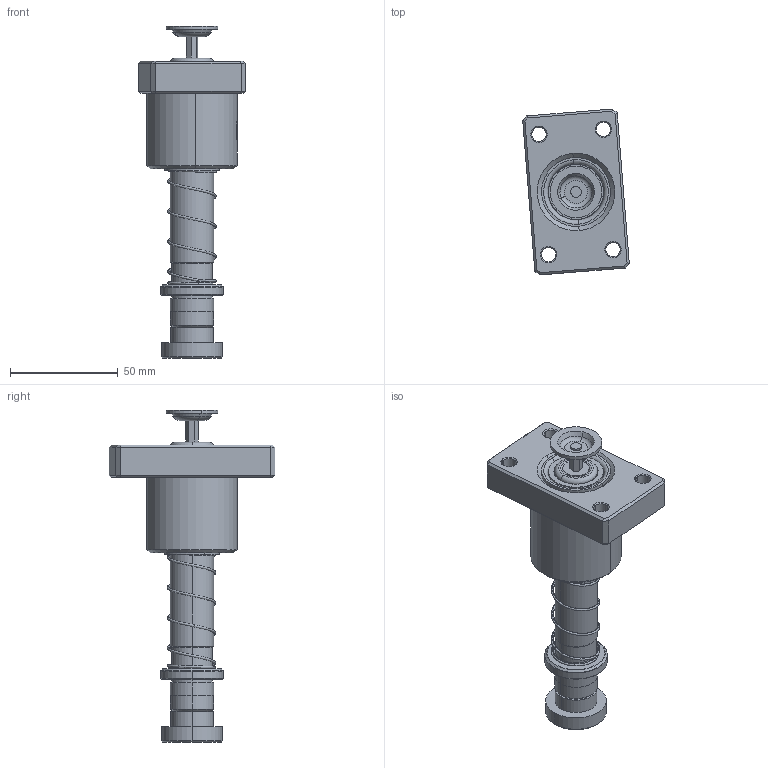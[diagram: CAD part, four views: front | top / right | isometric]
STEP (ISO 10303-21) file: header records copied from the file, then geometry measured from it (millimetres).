
FILE_DESCRIPTION (( 'STEP AP214' ), '1' );
FILE_NAME ('FRMS FRMJ-D20-L110(BL-50).STEP', '2021-09-10T08:47:43', ( '' ), ( '' ), 'SwSTEP 2.0', 'SolidWorks 2016', '' );
FILE_SCHEMA (( 'AUTOMOTIVE_DESIGN' ));
Length unit declared in the file: millimetre
Products named in the file (191): BALL-D3; BSH-D25.5-20.5-50郪蚾; SAB-20; GTM-24; FRMS FRMJ-D20-L110(BL-50); GTM-3-縐种; SAB-20-1; GTM-24郪蚾; TRPM蹟簽D20; BSH25.5-20.5-L50; TRPM-D20-L110; HWP-D22.5-d20.5-L50; GTM-M10蹟簽
Assembly tree (182 placements, depth 3):
  BALL-D3
  BALL-D3
  BALL-D3
  BALL-D3
  BALL-D3
Bounding box: 49.44 x 76.95 x 154 mm (x, y, z)
Volume: 120126.5 mm3; surface area: 61013.4 mm2
Topology: 174 solids, 174 shells, 904 faces, 3585 edges, 2369 vertices
Faces by surface type: sphere 660, plane 79, cylinder 74, cone 48, torus 22, bspline 21
Entity records: 37471 total; most frequent: CARTESIAN_POINT 19398, ORIENTED_EDGE 3176, DIRECTION 2865, EDGE_CURVE 1588, AXIS2_PLACEMENT_3D 1305, VERTEX_POINT 1029, EDGE_LOOP 923, B_SPLINE_CURVE_WITH_KNOTS 748
